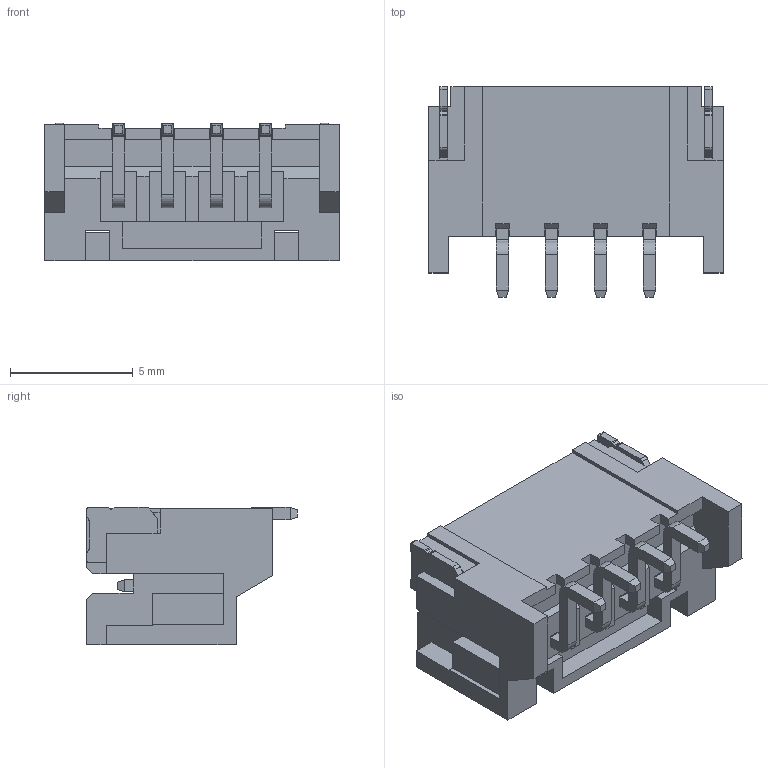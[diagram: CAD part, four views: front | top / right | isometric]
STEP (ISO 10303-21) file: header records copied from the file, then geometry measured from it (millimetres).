
FILE_DESCRIPTION((''),'2;1');
FILE_NAME('ASM0001_ASM','2022-05-25T',('工程三'),(''),'PRO/ENGINEER BY PARAMETRIC TECHNOLOGY CORPORATION, 2010280','PRO/ENGINEER BY PARAMETRIC TECHNOLOGY CORPORATION, 2010280','');
FILE_SCHEMA(('CONFIG_CONTROL_DESIGN'));
Length unit declared in the file: millimetre
Products named in the file (1): ASM0001_ASM
Bounding box: 12 x 8.6 x 5.6 mm (x, y, z)
Volume: 203 mm3; surface area: 638 mm2
Topology: 1 solids, 1 shells, 362 faces, 1000 edges, 644 vertices
Faces by surface type: plane 324, cylinder 38
Entity records: 11322 total; most frequent: CARTESIAN_POINT 2006, ORIENTED_EDGE 2000, DIRECTION 1800, EDGE_CURVE 1000, VECTOR 924, LINE 924, VERTEX_POINT 644, AXIS2_PLACEMENT_3D 438
